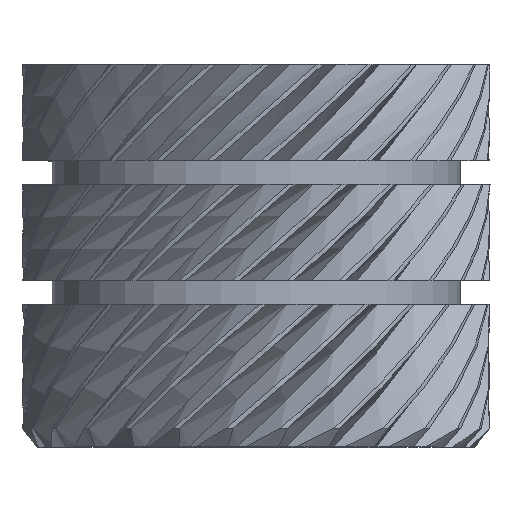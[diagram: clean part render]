
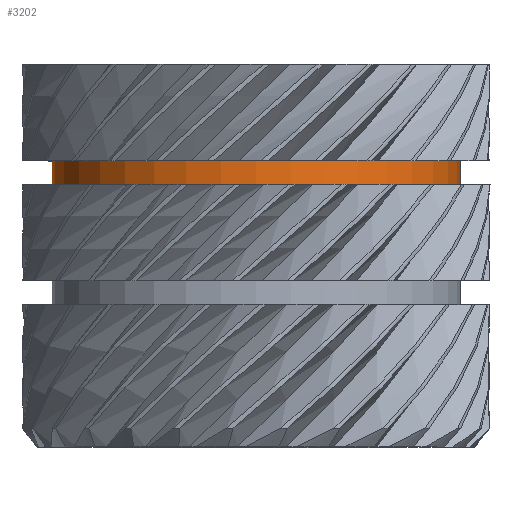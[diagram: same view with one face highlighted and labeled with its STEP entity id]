
A CAD part, top view. The second image highlights one B-rep face of the part: STEP entity #3202.
In plain terms, the highlighted cylindrical face has radius 1.938 mm (diameter 3.876 mm), a partial arc.
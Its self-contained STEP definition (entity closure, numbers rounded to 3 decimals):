
#91 = AXIS2_PLACEMENT_3D ( 'NONE', #10153, #11318, #3176 ) ;
#917 = VERTEX_POINT ( 'NONE', #9852 ) ;
#1129 = DIRECTION ( 'NONE',  ( -1., 0., 0. ) ) ;
#1831 = CARTESIAN_POINT ( 'NONE',  ( -1.937, 1.29, 0. ) ) ;
#2416 = DIRECTION ( 'NONE',  ( 0., 1., 0. ) ) ;
#2519 = CIRCLE ( 'NONE', #4988, 1.938 ) ;
#2891 = EDGE_CURVE ( 'NONE', #9058, #917, #6216, .T. ) ;
#3176 = DIRECTION ( 'NONE',  ( -1., 0., 0. ) ) ;
#3202 = ADVANCED_FACE ( 'NONE', ( #13731 ), #5588, .T. ) ;
#3711 = EDGE_CURVE ( 'NONE', #10169, #13776, #2519, .T. ) ;
#3732 = ORIENTED_EDGE ( 'NONE', *, *, #3711, .T. ) ;
#4527 = EDGE_CURVE ( 'NONE', #10169, #9058, #5834, .T. ) ;
#4621 = EDGE_CURVE ( 'NONE', #13776, #917, #8525, .T. ) ;
#4850 = CARTESIAN_POINT ( 'NONE',  ( 1.939, 1.062, 0. ) ) ;
#4988 = AXIS2_PLACEMENT_3D ( 'NONE', #14436, #10621, #1129 ) ;
#5588 = CYLINDRICAL_SURFACE ( 'NONE', #91, 1.938 ) ;
#5834 = LINE ( 'NONE', #10537, #9440 ) ;
#6216 = CIRCLE ( 'NONE', #14889, 1.938 ) ;
#6595 = ORIENTED_EDGE ( 'NONE', *, *, #4527, .F. ) ;
#7619 = DIRECTION ( 'NONE',  ( 0., 1., 0. ) ) ;
#8525 = LINE ( 'NONE', #12096, #13409 ) ;
#8575 = EDGE_LOOP ( 'NONE', ( #3732, #10952, #13783, #6595 ) ) ;
#9058 = VERTEX_POINT ( 'NONE', #1831 ) ;
#9440 = VECTOR ( 'NONE', #15288, 1000. ) ;
#9852 = CARTESIAN_POINT ( 'NONE',  ( 1.939, 1.29, 0. ) ) ;
#10153 = CARTESIAN_POINT ( 'NONE',  ( 0.001, 3.839, 0. ) ) ;
#10169 = VERTEX_POINT ( 'NONE', #12809 ) ;
#10537 = CARTESIAN_POINT ( 'NONE',  ( -1.937, 3.839, 0. ) ) ;
#10621 = DIRECTION ( 'NONE',  ( 0., 1., 0. ) ) ;
#10952 = ORIENTED_EDGE ( 'NONE', *, *, #4621, .T. ) ;
#11194 = CARTESIAN_POINT ( 'NONE',  ( 0.001, 1.29, 0. ) ) ;
#11318 = DIRECTION ( 'NONE',  ( 0., 1., 0. ) ) ;
#12096 = CARTESIAN_POINT ( 'NONE',  ( 1.939, 3.839, 0. ) ) ;
#12809 = CARTESIAN_POINT ( 'NONE',  ( -1.937, 1.062, 0. ) ) ;
#13409 = VECTOR ( 'NONE', #2416, 1000. ) ;
#13524 = DIRECTION ( 'NONE',  ( -1., 0., 0. ) ) ;
#13731 = FACE_OUTER_BOUND ( 'NONE', #8575, .T. ) ;
#13776 = VERTEX_POINT ( 'NONE', #4850 ) ;
#13783 = ORIENTED_EDGE ( 'NONE', *, *, #2891, .F. ) ;
#14436 = CARTESIAN_POINT ( 'NONE',  ( 0.001, 1.062, 0. ) ) ;
#14889 = AXIS2_PLACEMENT_3D ( 'NONE', #11194, #7619, #13524 ) ;
#15288 = DIRECTION ( 'NONE',  ( 0., 1., 0. ) ) ;
